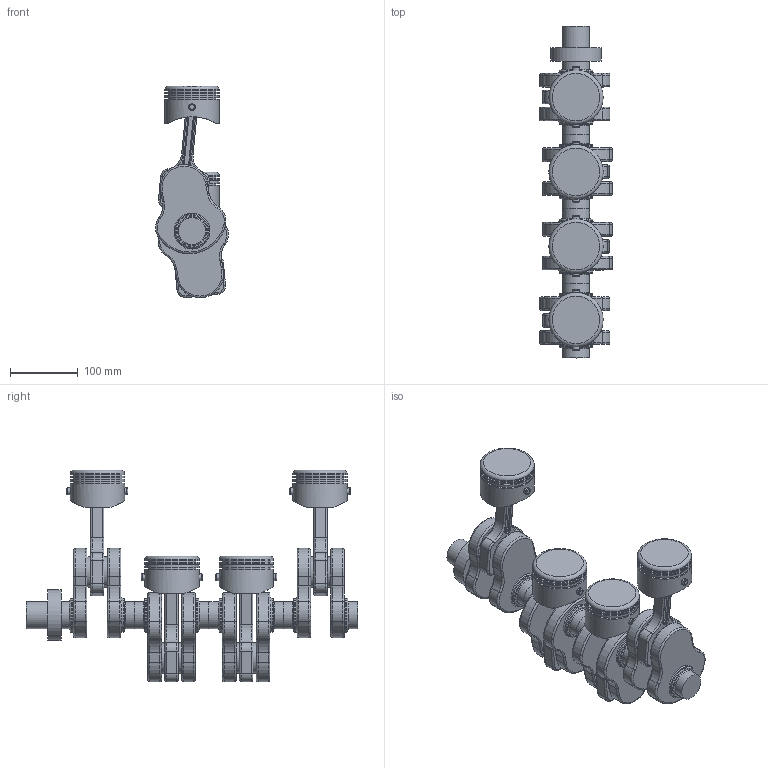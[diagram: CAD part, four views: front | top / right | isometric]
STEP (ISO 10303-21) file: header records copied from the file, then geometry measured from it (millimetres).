
FILE_DESCRIPTION(/* description */ (''),/* implementation_level */ '2;1');
FILE_NAME(/* name */ '4 cylinder engine full.step',/* time_stamp */ '2026-02-10T21:17:30-08:00',/* author */ (''),/* organization */ (''),/* preprocessor_version */ 'ST-DEVELOPER v20.1',/* originating_system */ 'Autodesk Translation Framework v14.24.0.0',/* authorisation */ '');
FILE_SCHEMA (('AUTOMOTIVE_DESIGN { 1 0 10303 214 3 1 1 }'));
Length unit declared in the file: millimetre
Products named in the file (10): 4 cylinder engine full; Connecting Rods; Connecting Rod; Connecting Rod_1; pins; pin; pistons; piston; CrankShaft; Component8
Assembly tree (17 placements, depth 3):
  4 cylinder engine full
    Connecting Rods
      Connecting Rod  x3
      Connecting Rod_1
    pins
      pin  x4
    pistons
      piston  x4
    CrankShaft
    Component8
Bounding box: 107.75 x 490 x 312.28 mm (x, y, z)
Volume: 2741984.9 mm3; surface area: 500762.1 mm2
Topology: 17 solids, 17 shells, 700 faces, 1506 edges, 892 vertices
Faces by surface type: cylinder 290, torus 220, plane 158, bspline 32
Full cylindrical faces by diameter (mm): 10 x16, 40 x9, 45 x8, 50 x8, 70 x4, 72 x12, 75 x1, 80 x16
Entity records: 13598 total; most frequent: CARTESIAN_POINT 2848, DIRECTION 2561, ORIENTED_EDGE 1996, AXIS2_PLACEMENT_3D 1133, EDGE_CURVE 998, CIRCLE 663, VERTEX_POINT 588, EDGE_LOOP 504
